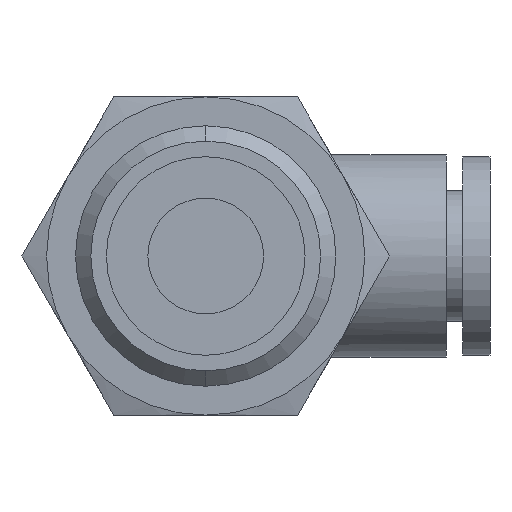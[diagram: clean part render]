
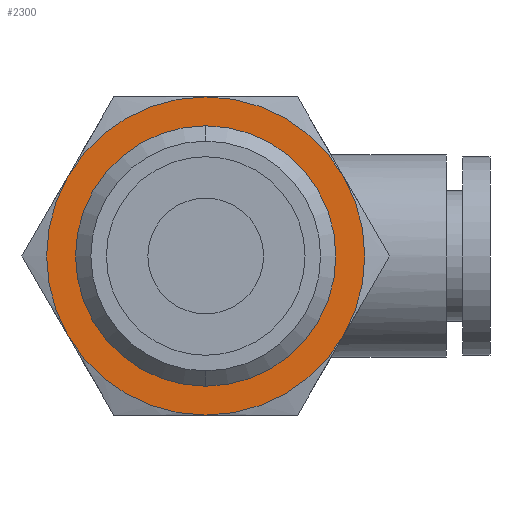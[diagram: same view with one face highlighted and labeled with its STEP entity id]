
A CAD part, front view. The second image highlights one B-rep face of the part: STEP entity #2300.
In plain terms, the highlighted planar face has unit normal (0, -1, 0).
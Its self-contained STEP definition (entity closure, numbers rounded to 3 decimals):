
#55 = CIRCLE ( 'NONE', #1754, 7.144 ) ;
#119 = DIRECTION ( 'NONE',  ( 0., -1., 0. ) ) ;
#136 = DIRECTION ( 'NONE',  ( 0., -1., 0. ) ) ;
#205 = AXIS2_PLACEMENT_3D ( 'NONE', #2966, #1738, #2728 ) ;
#210 = CARTESIAN_POINT ( 'NONE',  ( -7.56, 5.4, 4.365 ) ) ;
#244 = CARTESIAN_POINT ( 'NONE',  ( 7.56, 5.4, 4.365 ) ) ;
#267 = EDGE_CURVE ( 'NONE', #1427, #1176, #1577, .T. ) ;
#307 = VERTEX_POINT ( 'NONE', #1405 ) ;
#343 = DIRECTION ( 'NONE',  ( 0., 0., -1. ) ) ;
#403 = DIRECTION ( 'NONE',  ( 0., 0., -1. ) ) ;
#481 = ORIENTED_EDGE ( 'NONE', *, *, #2998, .F. ) ;
#515 = AXIS2_PLACEMENT_3D ( 'NONE', #2263, #3012, #3026 ) ;
#577 = DIRECTION ( 'NONE',  ( 0., 0., -1. ) ) ;
#584 = VERTEX_POINT ( 'NONE', #1314 ) ;
#613 = AXIS2_PLACEMENT_3D ( 'NONE', #3101, #2621, #403 ) ;
#629 = CARTESIAN_POINT ( 'NONE',  ( 0., 5.4, 0. ) ) ;
#670 = ORIENTED_EDGE ( 'NONE', *, *, #2245, .T. ) ;
#695 = AXIS2_PLACEMENT_3D ( 'NONE', #860, #136, #2838 ) ;
#696 = EDGE_CURVE ( 'NONE', #1192, #1427, #1691, .T. ) ;
#711 = AXIS2_PLACEMENT_3D ( 'NONE', #629, #2064, #343 ) ;
#775 = CIRCLE ( 'NONE', #1280, 7.144 ) ;
#857 = AXIS2_PLACEMENT_3D ( 'NONE', #1040, #2056, #577 ) ;
#860 = CARTESIAN_POINT ( 'NONE',  ( 0., 5.4, 0. ) ) ;
#966 = ORIENTED_EDGE ( 'NONE', *, *, #696, .T. ) ;
#1040 = CARTESIAN_POINT ( 'NONE',  ( 0., 5.4, 0. ) ) ;
#1146 = EDGE_CURVE ( 'NONE', #1381, #307, #55, .T. ) ;
#1176 = VERTEX_POINT ( 'NONE', #210 ) ;
#1192 = VERTEX_POINT ( 'NONE', #244 ) ;
#1280 = AXIS2_PLACEMENT_3D ( 'NONE', #2072, #2244, #2536 ) ;
#1314 = CARTESIAN_POINT ( 'NONE',  ( -7.56, 5.4, -4.365 ) ) ;
#1324 = CARTESIAN_POINT ( 'NONE',  ( 0., 5.4, 8.73 ) ) ;
#1381 = VERTEX_POINT ( 'NONE', #1803 ) ;
#1405 = CARTESIAN_POINT ( 'NONE',  ( 0., 5.4, 7.144 ) ) ;
#1427 = VERTEX_POINT ( 'NONE', #1324 ) ;
#1470 = EDGE_CURVE ( 'NONE', #1832, #2820, #1987, .T. ) ;
#1494 = EDGE_CURVE ( 'NONE', #1176, #584, #1567, .T. ) ;
#1567 = CIRCLE ( 'NONE', #695, 8.73 ) ;
#1577 = CIRCLE ( 'NONE', #857, 8.73 ) ;
#1606 = CARTESIAN_POINT ( 'NONE',  ( 7.56, 5.4, -4.365 ) ) ;
#1679 = ORIENTED_EDGE ( 'NONE', *, *, #267, .T. ) ;
#1691 = CIRCLE ( 'NONE', #711, 8.73 ) ;
#1738 = DIRECTION ( 'NONE',  ( 0., -1., 0. ) ) ;
#1742 = CARTESIAN_POINT ( 'NONE',  ( 0., 5.4, -8.73 ) ) ;
#1754 = AXIS2_PLACEMENT_3D ( 'NONE', #3161, #1935, #1971 ) ;
#1803 = CARTESIAN_POINT ( 'NONE',  ( 0., 5.4, -7.144 ) ) ;
#1832 = VERTEX_POINT ( 'NONE', #1742 ) ;
#1861 = DIRECTION ( 'NONE',  ( 0., 0., -1. ) ) ;
#1935 = DIRECTION ( 'NONE',  ( 0., -1., 0. ) ) ;
#1971 = DIRECTION ( 'NONE',  ( 0., 0., -1. ) ) ;
#1987 = CIRCLE ( 'NONE', #2972, 8.73 ) ;
#2011 = CIRCLE ( 'NONE', #613, 8.73 ) ;
#2047 = ORIENTED_EDGE ( 'NONE', *, *, #1494, .T. ) ;
#2056 = DIRECTION ( 'NONE',  ( 0., -1., 0. ) ) ;
#2057 = ORIENTED_EDGE ( 'NONE', *, *, #1146, .F. ) ;
#2064 = DIRECTION ( 'NONE',  ( 0., -1., 0. ) ) ;
#2072 = CARTESIAN_POINT ( 'NONE',  ( 0., 5.4, 0. ) ) ;
#2078 = FACE_OUTER_BOUND ( 'NONE', #2969, .T. ) ;
#2244 = DIRECTION ( 'NONE',  ( 0., -1., 0. ) ) ;
#2245 = EDGE_CURVE ( 'NONE', #2820, #1192, #2432, .T. ) ;
#2263 = CARTESIAN_POINT ( 'NONE',  ( 7.144, 5.4, 0. ) ) ;
#2300 = ADVANCED_FACE ( 'NONE', ( #2562, #2078 ), #3044, .T. ) ;
#2368 = CARTESIAN_POINT ( 'NONE',  ( 0., 5.4, 0. ) ) ;
#2432 = CIRCLE ( 'NONE', #205, 8.73 ) ;
#2536 = DIRECTION ( 'NONE',  ( 0., 0., -1. ) ) ;
#2562 = FACE_BOUND ( 'NONE', #3127, .T. ) ;
#2621 = DIRECTION ( 'NONE',  ( 0., -1., 0. ) ) ;
#2728 = DIRECTION ( 'NONE',  ( 0., 0., -1. ) ) ;
#2754 = ORIENTED_EDGE ( 'NONE', *, *, #2836, .T. ) ;
#2785 = ORIENTED_EDGE ( 'NONE', *, *, #1470, .T. ) ;
#2820 = VERTEX_POINT ( 'NONE', #1606 ) ;
#2836 = EDGE_CURVE ( 'NONE', #584, #1832, #2011, .T. ) ;
#2838 = DIRECTION ( 'NONE',  ( 0., 0., -1. ) ) ;
#2966 = CARTESIAN_POINT ( 'NONE',  ( 0., 5.4, 0. ) ) ;
#2969 = EDGE_LOOP ( 'NONE', ( #2785, #670, #966, #1679, #2047, #2754 ) ) ;
#2972 = AXIS2_PLACEMENT_3D ( 'NONE', #2368, #119, #1861 ) ;
#2998 = EDGE_CURVE ( 'NONE', #307, #1381, #775, .T. ) ;
#3012 = DIRECTION ( 'NONE',  ( 0., -1., 0. ) ) ;
#3026 = DIRECTION ( 'NONE',  ( 1., 0., 0. ) ) ;
#3044 = PLANE ( 'NONE',  #515 ) ;
#3101 = CARTESIAN_POINT ( 'NONE',  ( 0., 5.4, 0. ) ) ;
#3127 = EDGE_LOOP ( 'NONE', ( #2057, #481 ) ) ;
#3161 = CARTESIAN_POINT ( 'NONE',  ( 0., 5.4, 0. ) ) ;
